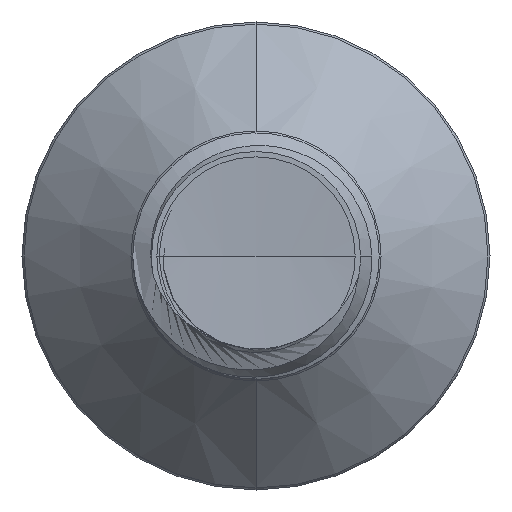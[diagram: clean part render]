
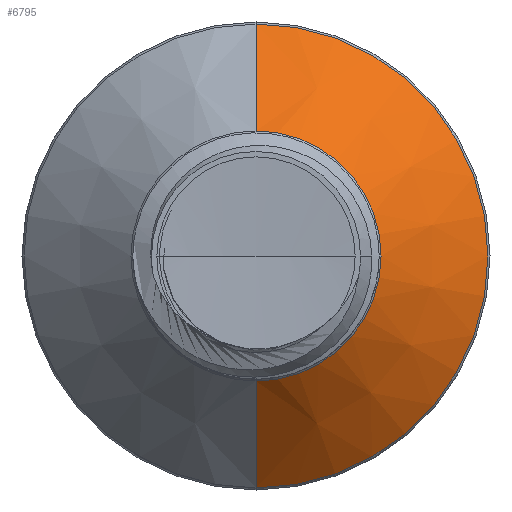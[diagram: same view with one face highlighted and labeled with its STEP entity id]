
A CAD part, front view. The second image highlights one B-rep face of the part: STEP entity #6795.
In plain terms, the highlighted conical face has half-angle 45 degrees and reference radius 1.016 mm.
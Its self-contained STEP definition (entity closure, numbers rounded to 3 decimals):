
#254 = CARTESIAN_POINT ( 'NONE',  ( 0., 10.414, 1.883 ) ) ;
#1331 = CARTESIAN_POINT ( 'NONE',  ( 0., 9.546, 0. ) ) ;
#2652 = CONICAL_SURFACE ( 'NONE', #27712, 1.016, 0.785 ) ;
#2987 = VECTOR ( 'NONE', #34541, 1000. ) ;
#3320 = DIRECTION ( 'NONE',  ( 0., 1., 0. ) ) ;
#4496 = DIRECTION ( 'NONE',  ( 0., 0., 1. ) ) ;
#5136 = VERTEX_POINT ( 'NONE', #254 ) ;
#5254 = DIRECTION ( 'NONE',  ( 0., 0.707, 0.707 ) ) ;
#6795 = ADVANCED_FACE ( 'NONE', ( #37363 ), #2652, .T. ) ;
#7817 = CIRCLE ( 'NONE', #26162, 1.016 ) ;
#8557 = CARTESIAN_POINT ( 'NONE',  ( 0., 9.546, 1.016 ) ) ;
#8591 = DIRECTION ( 'NONE',  ( 0., 0., 1. ) ) ;
#14718 = VERTEX_POINT ( 'NONE', #37015 ) ;
#15903 = AXIS2_PLACEMENT_3D ( 'NONE', #21640, #3320, #24614 ) ;
#16450 = ORIENTED_EDGE ( 'NONE', *, *, #34301, .F. ) ;
#17862 = EDGE_CURVE ( 'NONE', #5136, #14718, #21282, .T. ) ;
#19964 = CARTESIAN_POINT ( 'NONE',  ( 0., 9.546, -1.016 ) ) ;
#19987 = VERTEX_POINT ( 'NONE', #8557 ) ;
#21282 = CIRCLE ( 'NONE', #15903, 1.883 ) ;
#21640 = CARTESIAN_POINT ( 'NONE',  ( 0., 10.414, 0. ) ) ;
#22753 = DIRECTION ( 'NONE',  ( 0., 1., 0. ) ) ;
#22922 = EDGE_LOOP ( 'NONE', ( #28469, #38039, #31199, #16450 ) ) ;
#23818 = EDGE_CURVE ( 'NONE', #32602, #14718, #28123, .T. ) ;
#24614 = DIRECTION ( 'NONE',  ( 0., 0., 1. ) ) ;
#26101 = CARTESIAN_POINT ( 'NONE',  ( 0., 9.546, -1.016 ) ) ;
#26162 = AXIS2_PLACEMENT_3D ( 'NONE', #1331, #22753, #4496 ) ;
#27712 = AXIS2_PLACEMENT_3D ( 'NONE', #29568, #32453, #8591 ) ;
#28123 = LINE ( 'NONE', #19964, #2987 ) ;
#28469 = ORIENTED_EDGE ( 'NONE', *, *, #28803, .T. ) ;
#28803 = EDGE_CURVE ( 'NONE', #19987, #32602, #7817, .T. ) ;
#29568 = CARTESIAN_POINT ( 'NONE',  ( 0., 9.546, 0. ) ) ;
#31199 = ORIENTED_EDGE ( 'NONE', *, *, #17862, .F. ) ;
#32283 = CARTESIAN_POINT ( 'NONE',  ( 0., 9.546, 1.016 ) ) ;
#32453 = DIRECTION ( 'NONE',  ( 0., 1., 0. ) ) ;
#32602 = VERTEX_POINT ( 'NONE', #26101 ) ;
#34301 = EDGE_CURVE ( 'NONE', #19987, #5136, #36634, .T. ) ;
#34541 = DIRECTION ( 'NONE',  ( 0., 0.707, -0.707 ) ) ;
#36634 = LINE ( 'NONE', #32283, #37533 ) ;
#37015 = CARTESIAN_POINT ( 'NONE',  ( 0., 10.414, -1.883 ) ) ;
#37363 = FACE_OUTER_BOUND ( 'NONE', #22922, .T. ) ;
#37533 = VECTOR ( 'NONE', #5254, 1000. ) ;
#38039 = ORIENTED_EDGE ( 'NONE', *, *, #23818, .T. ) ;
